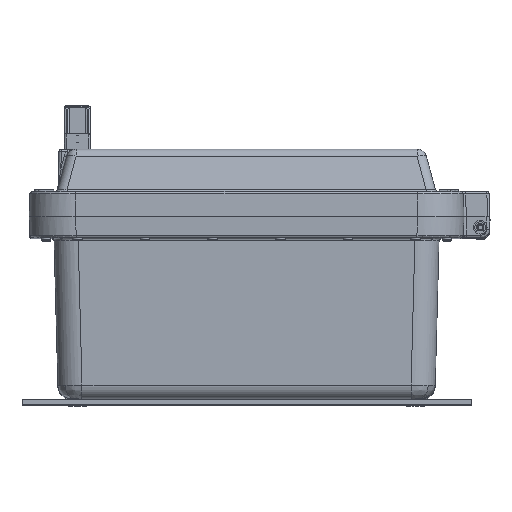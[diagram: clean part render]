
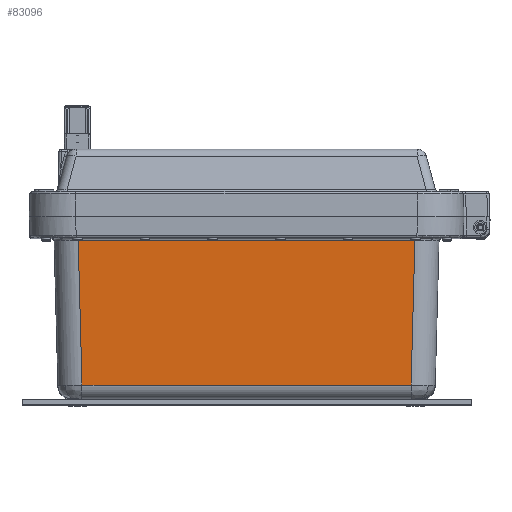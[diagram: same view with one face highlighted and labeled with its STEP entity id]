
A CAD part, top view. The second image highlights one B-rep face of the part: STEP entity #83096.
In plain terms, the highlighted planar face has unit normal (0, -0.026, 1).
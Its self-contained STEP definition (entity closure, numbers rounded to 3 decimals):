
#81816=CARTESIAN_POINT('',(-174.305,-24.435,299.296));
#81817=VERTEX_POINT('',#81816);
#82115=CARTESIAN_POINT('',(-170.378,-174.393,295.369));
#82116=VERTEX_POINT('',#82115);
#83061=CARTESIAN_POINT('',(199.36,-22.,299.36));
#83062=DIRECTION('',(0.,-0.026,1.));
#83063=DIRECTION('',(1.0,0.0,0.0));
#83064=AXIS2_PLACEMENT_3D('',#83061,#83062,#83063);
#83065=PLANE('',#83064);
#83066=CARTESIAN_POINT('',(170.378,-174.393,295.369));
#83067=VERTEX_POINT('',#83066);
#83068=CARTESIAN_POINT('',(174.305,-24.435,299.296));
#83069=VERTEX_POINT('',#83068);
#83070=CARTESIAN_POINT('',(170.378,-174.393,295.369));
#83071=DIRECTION('',(0.026,0.999,0.026));
#83072=VECTOR('',#83071,150.061);
#83073=LINE('',#83070,#83072);
#83074=EDGE_CURVE('',#83067,#83069,#83073,.T.);
#83075=ORIENTED_EDGE('',*,*,#83074,.T.);
#83076=CARTESIAN_POINT('',(174.305,-24.435,299.296));
#83077=DIRECTION('',(-1.0,0.0,0.0));
#83078=VECTOR('',#83077,348.61);
#83079=LINE('',#83076,#83078);
#83080=EDGE_CURVE('',#83069,#81817,#83079,.T.);
#83081=ORIENTED_EDGE('',*,*,#83080,.T.);
#83082=CARTESIAN_POINT('',(-174.305,-24.435,299.296));
#83083=DIRECTION('',(0.026,-0.999,-0.026));
#83084=VECTOR('',#83083,150.061);
#83085=LINE('',#83082,#83084);
#83086=EDGE_CURVE('',#81817,#82116,#83085,.T.);
#83087=ORIENTED_EDGE('',*,*,#83086,.T.);
#83088=CARTESIAN_POINT('',(-170.378,-174.393,295.369));
#83089=DIRECTION('',(1.0,0.0,0.0));
#83090=VECTOR('',#83089,340.756);
#83091=LINE('',#83088,#83090);
#83092=EDGE_CURVE('',#82116,#83067,#83091,.T.);
#83093=ORIENTED_EDGE('',*,*,#83092,.T.);
#83094=EDGE_LOOP('',(#83075,#83081,#83087,#83093));
#83095=FACE_OUTER_BOUND('',#83094,.T.);
#83096=ADVANCED_FACE('',(#83095),#83065,.T.);
